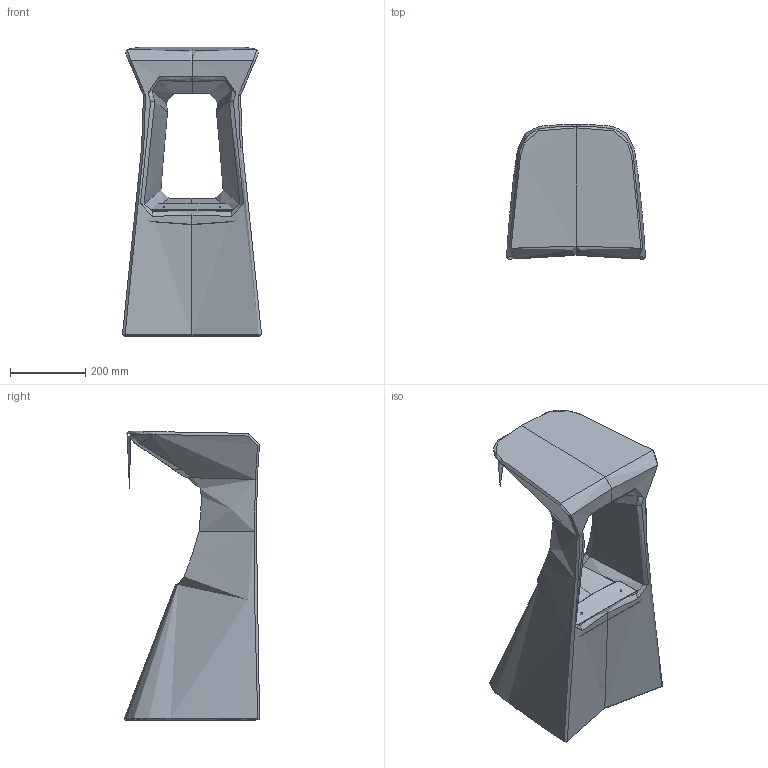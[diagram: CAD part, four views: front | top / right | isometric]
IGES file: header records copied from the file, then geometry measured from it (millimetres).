
Global section: file name: 2400.igs; native system: THINKDESIGN 2009.3.110; preprocessor: PDElib Version v4.4, created Mon 02/23/2004 ; date: 20110201.120406; units: millimetre
Bounding box: 369.22 x 358.88 x 769.41 mm (x, y, z)
Surface area: 1214049.5 mm2 (no closed solid volume)
Topology: 0 solids, 0 shells, 197 faces, 1156 edges, 1144 vertices
Faces by surface type: bspline 193, extrusion 4
